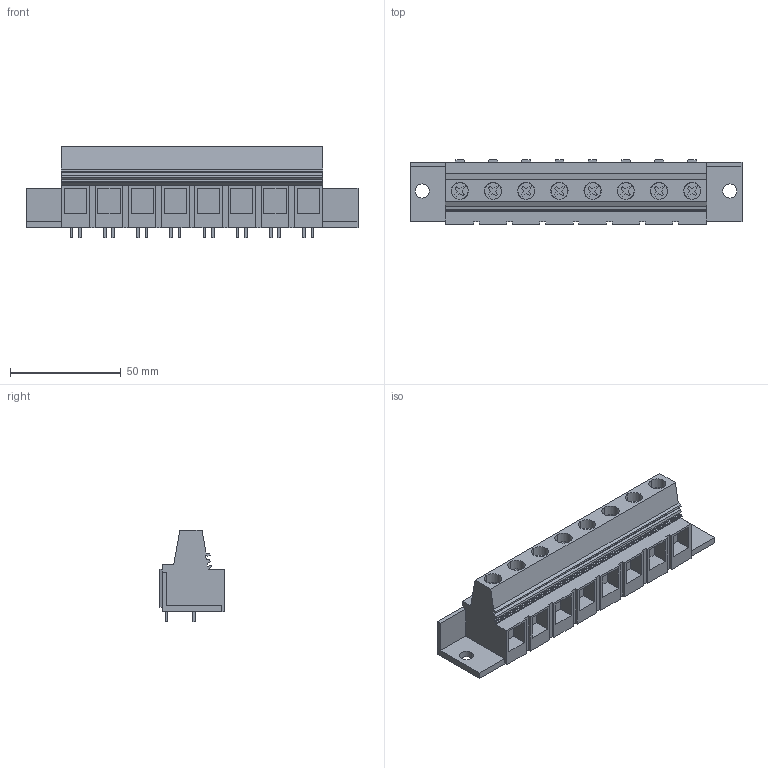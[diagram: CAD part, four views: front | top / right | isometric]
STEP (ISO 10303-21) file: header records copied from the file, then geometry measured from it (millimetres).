
FILE_DESCRIPTION(('CATIA V5 STEP Exchange','CAx-IF Rec.Pracs.--- Model Styling and Organization---1.2---2011-12-15'),'2;1');
FILE_NAME ('D1449871_0_1226580000_1226580000.stp','2018-04-13T09:13:19+00:00',('none'),('Weidmueller'),'CATIA Version 5-6 Release 2014','CATIA V5 STEP AP214','none');
FILE_SCHEMA(('AUTOMOTIVE_DESIGN { 1 0 10303 214 1 1 1 1 }'));
Length unit declared in the file: millimetre
Products named in the file (1): 1226580000
Bounding box: 150 x 29.06 x 41.45 mm (x, y, z)
Volume: 80492.3 mm3; surface area: 30565.1 mm2
Topology: 25 solids, 25 shells, 735 faces, 1973 edges, 1320 vertices
Faces by surface type: plane 615, cylinder 104, extrusion 16
Entity records: 22132 total; most frequent: CARTESIAN_POINT 4897, ORIENTED_EDGE 3946, DIRECTION 2803, EDGE_CURVE 1973, VECTOR 1717, LINE 1701, VERTEX_POINT 1320, EDGE_LOOP 771
